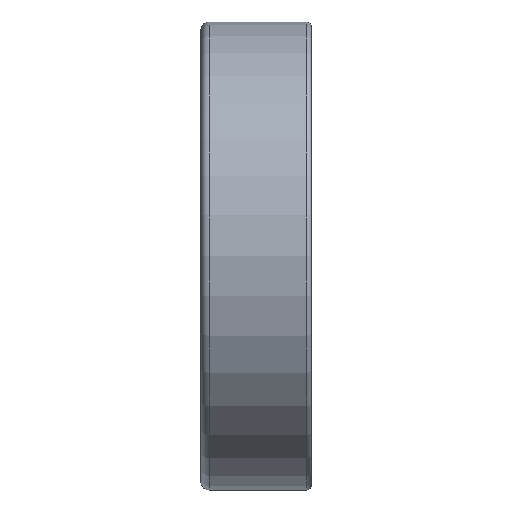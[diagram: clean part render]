
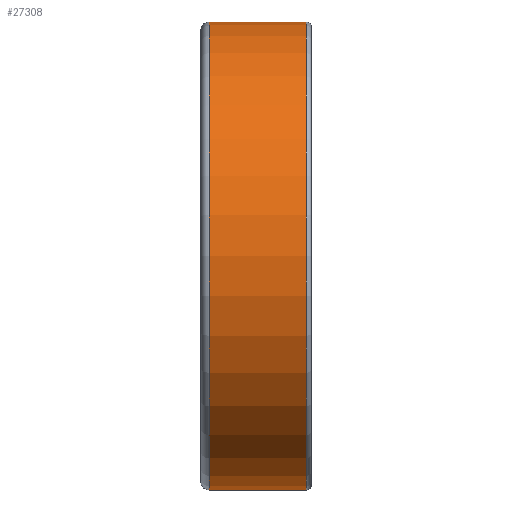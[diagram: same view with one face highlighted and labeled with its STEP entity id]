
A CAD part, top view. The second image highlights one B-rep face of the part: STEP entity #27308.
In plain terms, the highlighted cylindrical face has radius 27.5 mm (diameter 55 mm), a partial arc.
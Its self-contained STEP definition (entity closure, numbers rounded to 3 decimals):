
#16477=DIRECTION('',(-1.,0.,0.));
#16478=VECTOR('',#16477,11.4);
#16479=CARTESIAN_POINT('',(5.9,27.5,0.));
#16480=LINE('',#16479,#16478);
#16484=DIRECTION('',(-1.,0.,0.));
#16485=VECTOR('',#16484,11.4);
#16486=CARTESIAN_POINT('',(5.9,-27.5,0.));
#16487=LINE('',#16486,#16485);
#16499=CARTESIAN_POINT('',(5.9,0.,0.));
#16500=DIRECTION('',(1.,0.,0.));
#16501=DIRECTION('',(0.,1.,0.));
#16502=AXIS2_PLACEMENT_3D('',#16499,#16500,#16501);
#16507=CARTESIAN_POINT('',(-5.5,0.,0.));
#16508=DIRECTION('',(1.,0.,0.));
#16509=DIRECTION('',(0.,1.,0.));
#16510=AXIS2_PLACEMENT_3D('',#16507,#16508,#16509);
#24066=CARTESIAN_POINT('',(5.9,27.5,0.));
#24067=CARTESIAN_POINT('',(-5.5,27.5,0.));
#24068=VERTEX_POINT('',#24066);
#24069=VERTEX_POINT('',#24067);
#24078=CARTESIAN_POINT('',(5.9,-27.5,0.));
#24079=CARTESIAN_POINT('',(-5.5,-27.5,0.));
#24080=VERTEX_POINT('',#24078);
#24081=VERTEX_POINT('',#24079);
#27296=CARTESIAN_POINT('',(-7.15,0.,0.));
#27297=DIRECTION('',(1.,0.,0.));
#27298=DIRECTION('',(0.,-1.,0.));
#27299=AXIS2_PLACEMENT_3D('',#27296,#27297,#27298);
#27300=CYLINDRICAL_SURFACE('',#27299,27.5);
#27301=ORIENTED_EDGE('',*,*,#27286,.F.);
#27302=ORIENTED_EDGE('',*,*,#27263,.T.);
#27303=ORIENTED_EDGE('',*,*,#27290,.T.);
#27305=ORIENTED_EDGE('',*,*,#27304,.F.);
#27306=EDGE_LOOP('',(#27301,#27302,#27303,#27305));
#27307=FACE_OUTER_BOUND('',#27306,.F.);
#16503=CIRCLE('',#16502,27.5);
#16511=CIRCLE('',#16510,27.5);
#27263=EDGE_CURVE('',#24068,#24080,#16503,.T.);
#27286=EDGE_CURVE('',#24068,#24069,#16480,.T.);
#27290=EDGE_CURVE('',#24080,#24081,#16487,.T.);
#27304=EDGE_CURVE('',#24069,#24081,#16511,.T.);
#27308=ADVANCED_FACE('',(#27307),#27300,.T.);
